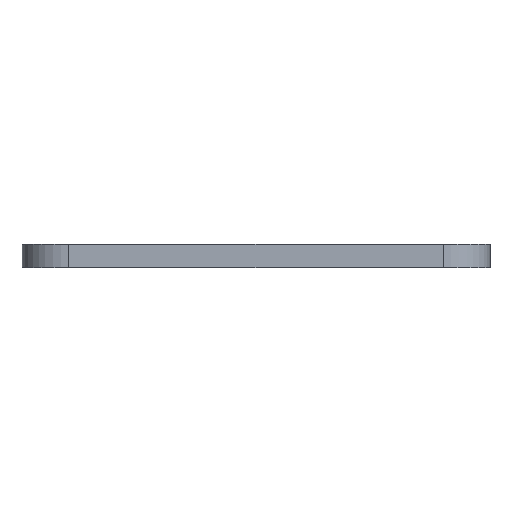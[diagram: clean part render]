
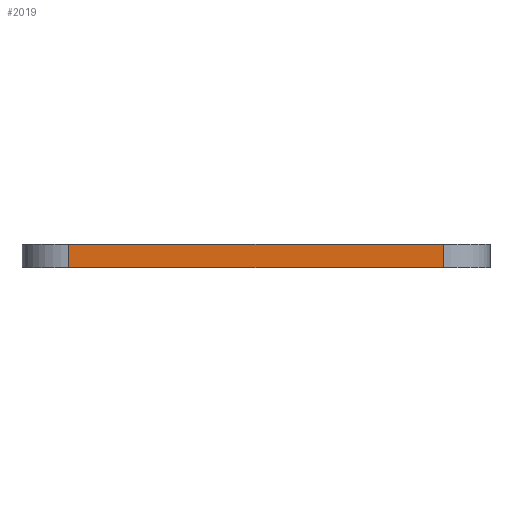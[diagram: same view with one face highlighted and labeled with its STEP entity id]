
A CAD part, front view. The second image highlights one B-rep face of the part: STEP entity #2019.
In plain terms, the highlighted planar face has unit normal (0, -1, 0).
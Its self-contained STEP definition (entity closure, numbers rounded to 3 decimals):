
#308=FACE_OUTER_BOUND('',#420,.T.);
#420=EDGE_LOOP('',(#1802,#1803,#1804,#1805));
#587=LINE('',#3794,#761);
#593=LINE('',#3811,#767);
#594=LINE('',#3814,#768);
#595=LINE('',#3815,#769);
#761=VECTOR('',#2338,10.);
#767=VECTOR('',#2354,10.);
#768=VECTOR('',#2357,10.);
#769=VECTOR('',#2358,10.);
#963=VERTEX_POINT('',#3791);
#964=VERTEX_POINT('',#3793);
#970=VERTEX_POINT('',#3809);
#971=VERTEX_POINT('',#3813);
#1255=EDGE_CURVE('',#964,#963,#587,.T.);
#1264=EDGE_CURVE('',#963,#970,#593,.T.);
#1265=EDGE_CURVE('',#971,#970,#594,.T.);
#1266=EDGE_CURVE('',#964,#971,#595,.T.);
#1802=ORIENTED_EDGE('',*,*,#1255,.T.);
#1803=ORIENTED_EDGE('',*,*,#1264,.T.);
#1804=ORIENTED_EDGE('',*,*,#1265,.F.);
#1805=ORIENTED_EDGE('',*,*,#1266,.F.);
#1915=PLANE('',#2086);
#2019=ADVANCED_FACE('',(#308),#1915,.T.);
#2086=AXIS2_PLACEMENT_3D('',#3812,#2355,#2356);
#2338=DIRECTION('',(-1.,0.,0.));
#2354=DIRECTION('',(0.,0.,-1.));
#2355=DIRECTION('center_axis',(0.,-1.,0.));
#2356=DIRECTION('ref_axis',(-1.,0.,0.));
#2357=DIRECTION('',(-1.,0.,0.));
#2358=DIRECTION('',(0.,0.,-1.));
#3791=CARTESIAN_POINT('',(152.,-201.,0.));
#3793=CARTESIAN_POINT('',(168.,-201.,0.));
#3794=CARTESIAN_POINT('',(168.,-201.,0.));
#3809=CARTESIAN_POINT('',(152.,-201.,-1.));
#3811=CARTESIAN_POINT('',(152.,-201.,0.));
#3812=CARTESIAN_POINT('Origin',(168.,-201.,0.));
#3813=CARTESIAN_POINT('',(168.,-201.,-1.));
#3814=CARTESIAN_POINT('',(168.,-201.,-1.));
#3815=CARTESIAN_POINT('',(168.,-201.,0.));
